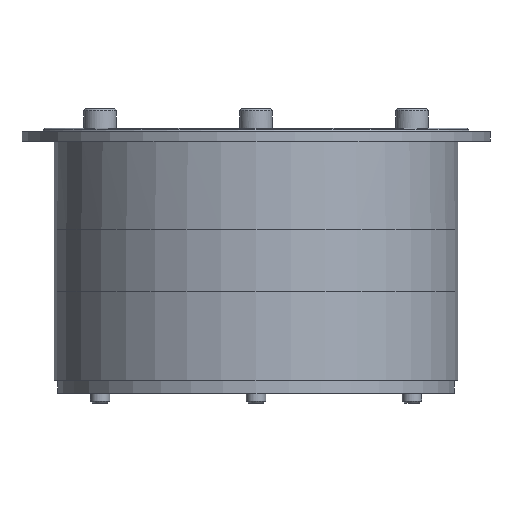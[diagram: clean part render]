
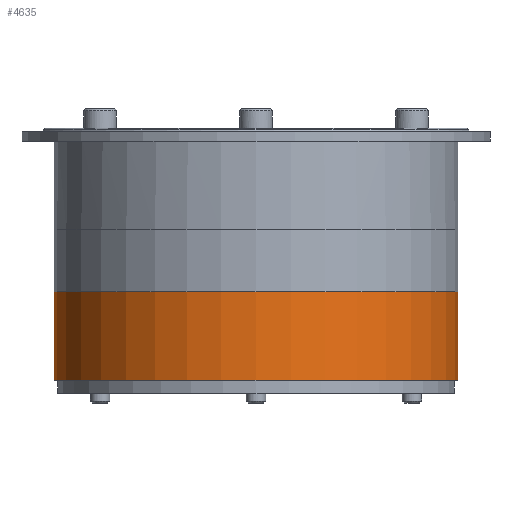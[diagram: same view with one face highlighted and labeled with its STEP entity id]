
A CAD part, front view. The second image highlights one B-rep face of the part: STEP entity #4635.
In plain terms, the highlighted cylindrical face has radius 62.4 mm (diameter 124.8 mm), a partial arc.
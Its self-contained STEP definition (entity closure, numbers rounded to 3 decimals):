
#358=FACE_OUTER_BOUND('',#642,.T.);
#642=EDGE_LOOP('',(#2996,#2997,#2998,#2999));
#938=LINE('',#7134,#1198);
#939=LINE('',#7135,#1199);
#1198=VECTOR('',#5661,10.);
#1199=VECTOR('',#5662,10.);
#1434=CIRCLE('',#4917,62.4);
#1462=CIRCLE('',#4965,62.4);
#1784=VERTEX_POINT('',#7022);
#1785=VERTEX_POINT('',#7023);
#1820=VERTEX_POINT('',#7128);
#1821=VERTEX_POINT('',#7130);
#2210=EDGE_CURVE('',#1784,#1785,#1434,.T.);
#2262=EDGE_CURVE('',#1821,#1820,#1462,.T.);
#2263=EDGE_CURVE('',#1820,#1785,#938,.T.);
#2264=EDGE_CURVE('',#1784,#1821,#939,.T.);
#2996=ORIENTED_EDGE('',*,*,#2210,.T.);
#2997=ORIENTED_EDGE('',*,*,#2263,.F.);
#2998=ORIENTED_EDGE('',*,*,#2262,.F.);
#2999=ORIENTED_EDGE('',*,*,#2264,.F.);
#4288=CYLINDRICAL_SURFACE('',#4966,62.4);
#4635=ADVANCED_FACE('',(#358),#4288,.T.);
#4917=AXIS2_PLACEMENT_3D('',#7024,#5537,#5538);
#4965=AXIS2_PLACEMENT_3D('',#7132,#5657,#5658);
#4966=AXIS2_PLACEMENT_3D('',#7133,#5659,#5660);
#5537=DIRECTION('center_axis',(0.,0.,
-1.));
#5538=DIRECTION('ref_axis',(-1.,0.,0.));
#5657=DIRECTION('center_axis',(0.,0.,
-1.));
#5658=DIRECTION('ref_axis',(-1.,0.,0.));
#5659=DIRECTION('center_axis',(0.,0.,
1.));
#5660=DIRECTION('ref_axis',(-1.,0.,0.));
#5661=DIRECTION('',(0.,0.,1.));
#5662=DIRECTION('',(0.,0.,-1.));
#7022=CARTESIAN_POINT('',(62.4,0.,-46.55));
#7023=CARTESIAN_POINT('',(-62.4,0.,-46.55));
#7024=CARTESIAN_POINT('Origin',(0.,0.,
-46.55));
#7128=CARTESIAN_POINT('',(-62.4,0.,-74.));
#7130=CARTESIAN_POINT('',(62.4,0.,-74.));
#7132=CARTESIAN_POINT('Origin',(0.,0.,
-74.));
#7133=CARTESIAN_POINT('Origin',(0.,0.,-37.));
#7134=CARTESIAN_POINT('',(-62.4,0.,-37.));
#7135=CARTESIAN_POINT('',(62.4,0.,-37.));
